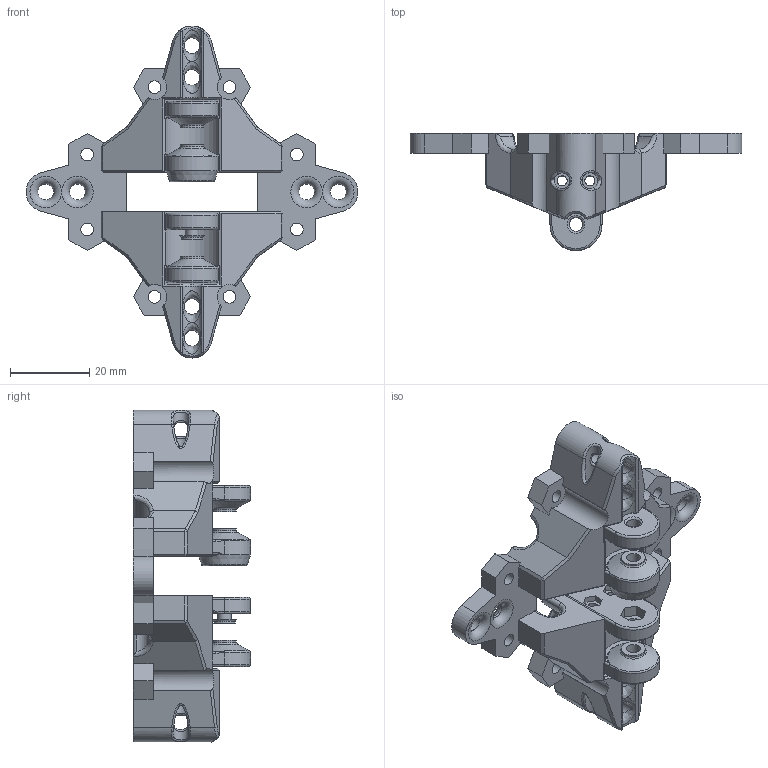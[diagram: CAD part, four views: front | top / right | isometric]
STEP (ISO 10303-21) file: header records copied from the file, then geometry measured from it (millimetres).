
FILE_DESCRIPTION(/* description */ (''),/* implementation_level */ '2;1');
FILE_NAME(/* name */ 'link20.stp',/* time_stamp */ '2019-04-14T19:16:18+01:00',/* author */ ('alfred.wilmot'),/* organization */ (''),/* preprocessor_version */ 'ST-DEVELOPER v18',/* originating_system */ 'Autodesk Translation Framework v8.2.0.1029',/* authorisation */ '');
FILE_SCHEMA (('AUTOMOTIVE_DESIGN { 1 0 10303 214 3 1 1 }'));
Length unit declared in the file: millimetre
Products named in the file (7): link_2; Joint_v2; top_distal_disk (1); normalBearingSideMount_v2; bearing_side_mount_withMagnetHolder_v2; outerSideBearingMounts_v2; ref_sketch
Assembly tree (7 placements, depth 4):
  link_2
    Joint_v2
      top_distal_disk (1)
        outerSideBearingMounts_v2  x2
        normalBearingSideMount_v2
        bearing_side_mount_withMagnetHolder_v2
    ref_sketch
Bounding box: 83.96 x 29.63 x 84 mm (x, y, z)
Volume: 34518.9 mm3; surface area: 19004.6 mm2
Topology: 5 solids, 5 shells, 551 faces, 1493 edges, 926 vertices
Faces by surface type: plane 222, cylinder 135, bspline 86, torus 69, sphere 28, cone 11
Full cylindrical faces by diameter (mm): 2.5 x16, 3.2 x8, 3.5 x4, 4 x12, 5.5 x1, 6 x3, 6.582 x1
Entity records: 23105 total; most frequent: CARTESIAN_POINT 10165, ORIENTED_EDGE 2760, DIRECTION 2577, EDGE_CURVE 1380, AXIS2_PLACEMENT_3D 954, VERTEX_POINT 864, LINE 669, VECTOR 669
